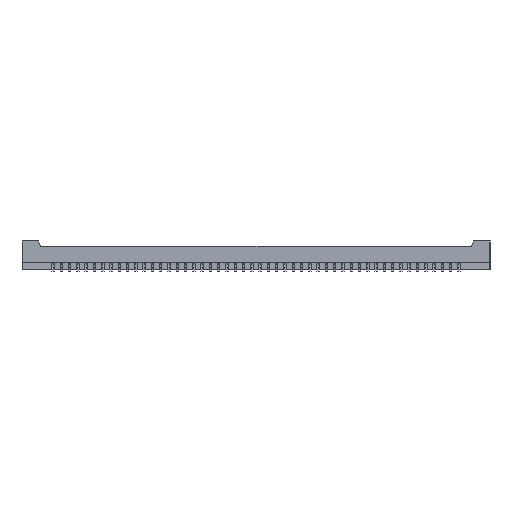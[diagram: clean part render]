
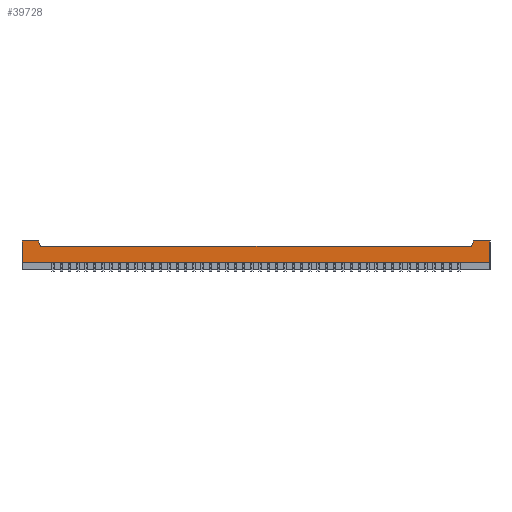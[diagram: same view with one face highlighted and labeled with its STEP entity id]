
A CAD part, left-side view. The second image highlights one B-rep face of the part: STEP entity #39728.
In plain terms, the highlighted face is planar.
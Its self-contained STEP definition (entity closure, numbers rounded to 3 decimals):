
#1502=FACE_OUTER_BOUND('',#3795,.T.);
#3795=EDGE_LOOP('',(#26539,#26540,#26541,#26542,#26543,#26544,#26545,#26546));
#6299=LINE('',#56566,#11379);
#6507=LINE('',#56982,#11587);
#6509=LINE('',#56987,#11589);
#6510=LINE('',#56989,#11590);
#6511=LINE('',#56990,#11591);
#6512=LINE('',#56992,#11592);
#6513=LINE('',#56994,#11593);
#6514=LINE('',#56995,#11594);
#11379=VECTOR('',#45197,1.);
#11587=VECTOR('',#45411,1.);
#11589=VECTOR('',#45415,1.);
#11590=VECTOR('',#45416,1.);
#11591=VECTOR('',#45417,1.);
#11592=VECTOR('',#45418,1.);
#11593=VECTOR('',#45419,1.);
#11594=VECTOR('',#45420,1.);
#16455=VERTEX_POINT('',#56563);
#16456=VERTEX_POINT('',#56565);
#16661=VERTEX_POINT('',#56981);
#16662=VERTEX_POINT('',#56985);
#16663=VERTEX_POINT('',#56986);
#16664=VERTEX_POINT('',#56988);
#16665=VERTEX_POINT('',#56991);
#16666=VERTEX_POINT('',#56993);
#20395=EDGE_CURVE('',#16456,#16455,#6299,.T.);
#20603=EDGE_CURVE('',#16661,#16455,#6507,.T.);
#20605=EDGE_CURVE('',#16662,#16663,#6509,.T.);
#20606=EDGE_CURVE('',#16663,#16664,#6510,.T.);
#20607=EDGE_CURVE('',#16456,#16664,#6511,.T.);
#20608=EDGE_CURVE('',#16665,#16661,#6512,.T.);
#20609=EDGE_CURVE('',#16666,#16665,#6513,.T.);
#20610=EDGE_CURVE('',#16666,#16662,#6514,.T.);
#26539=ORIENTED_EDGE('',*,*,#20605,.T.);
#26540=ORIENTED_EDGE('',*,*,#20606,.T.);
#26541=ORIENTED_EDGE('',*,*,#20607,.F.);
#26542=ORIENTED_EDGE('',*,*,#20395,.T.);
#26543=ORIENTED_EDGE('',*,*,#20603,.F.);
#26544=ORIENTED_EDGE('',*,*,#20608,.F.);
#26545=ORIENTED_EDGE('',*,*,#20609,.F.);
#26546=ORIENTED_EDGE('',*,*,#20610,.T.);
#37959=PLANE('',#41936);
#39728=ADVANCED_FACE('',(#1502),#37959,.F.);
#41936=AXIS2_PLACEMENT_3D('',#56984,#45413,#45414);
#45197=DIRECTION('',(0.,-1.,0.));
#45411=DIRECTION('',(0.,0.,1.));
#45413=DIRECTION('center_axis',(-1.,0.,0.));
#45414=DIRECTION('ref_axis',(0.,-1.,0.));
#45415=DIRECTION('',(0.,0.,1.));
#45416=DIRECTION('',(0.,0.928,0.371));
#45417=DIRECTION('',(0.,0.,-1.));
#45418=DIRECTION('',(0.,-1.,0.));
#45419=DIRECTION('',(0.,0.,-1.));
#45420=DIRECTION('',(0.,-0.928,0.371));
#56563=CARTESIAN_POINT('',(1.44,0.35,5.185));
#56565=CARTESIAN_POINT('',(1.44,1.4,5.185));
#56566=CARTESIAN_POINT('',(1.44,1.4,5.185));
#56981=CARTESIAN_POINT('',(1.44,0.35,-17.415));
#56982=CARTESIAN_POINT('',(1.44,0.35,-17.415));
#56984=CARTESIAN_POINT('Origin',(1.44,0.35,-11.815));
#56985=CARTESIAN_POINT('',(1.44,1.15,-16.515));
#56986=CARTESIAN_POINT('',(1.44,1.15,4.285));
#56987=CARTESIAN_POINT('',(1.44,1.15,-16.515));
#56988=CARTESIAN_POINT('',(1.44,1.4,4.385));
#56989=CARTESIAN_POINT('',(1.44,1.15,4.285));
#56990=CARTESIAN_POINT('',(1.44,1.4,5.185));
#56991=CARTESIAN_POINT('',(1.44,1.4,-17.415));
#56992=CARTESIAN_POINT('',(1.44,1.4,-17.415));
#56993=CARTESIAN_POINT('',(1.44,1.4,-16.615));
#56994=CARTESIAN_POINT('',(1.44,1.4,-16.615));
#56995=CARTESIAN_POINT('',(1.44,1.4,-16.615));
